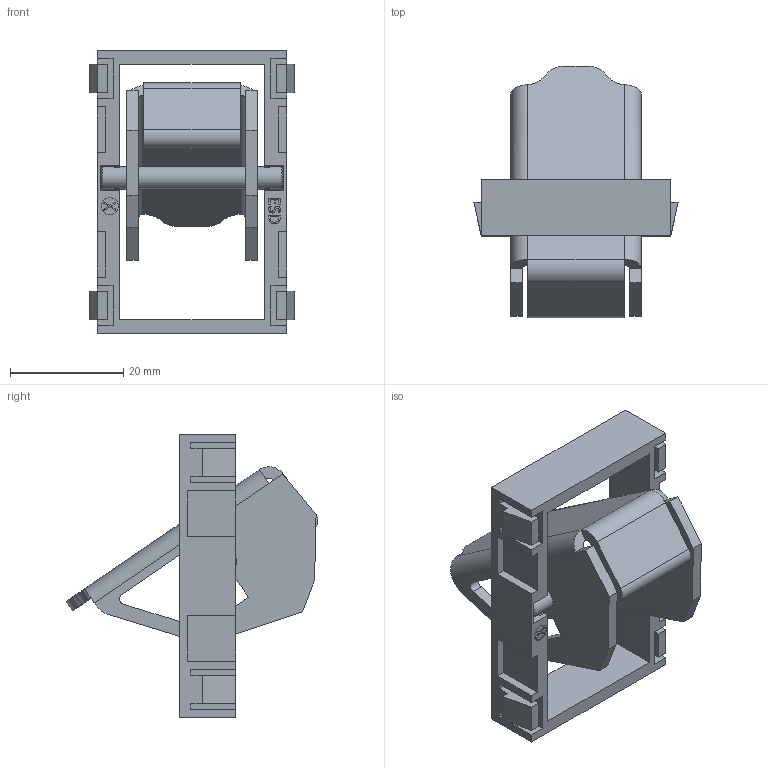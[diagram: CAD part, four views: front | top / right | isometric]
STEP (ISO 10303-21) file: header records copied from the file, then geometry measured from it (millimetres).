
FILE_DESCRIPTION (( 'STEP AP203' ), '1' );
FILE_NAME ('801330_c_1.STEP', '2022-12-11T21:23:14', ( '' ), ( '' ), 'SwSTEP 2.0', 'SolidWorks 2014', '' );
FILE_SCHEMA (( 'CONFIG_CONTROL_DESIGN' ));
Length unit declared in the file: millimetre
Products named in the file (1): 801330_c_1
Bounding box: 36 x 44.41 x 50 mm (x, y, z)
Volume: 9237.6 mm3; surface area: 10584.5 mm2
Topology: 3 solids, 3 shells, 239 faces, 661 edges, 434 vertices
Faces by surface type: plane 159, cylinder 42, bspline 34, cone 4
Entity records: 9200 total; most frequent: CARTESIAN_POINT 3165, ORIENTED_EDGE 1322, DIRECTION 1089, EDGE_CURVE 661, VECTOR 501, LINE 501, VERTEX_POINT 434, AXIS2_PLACEMENT_3D 294
